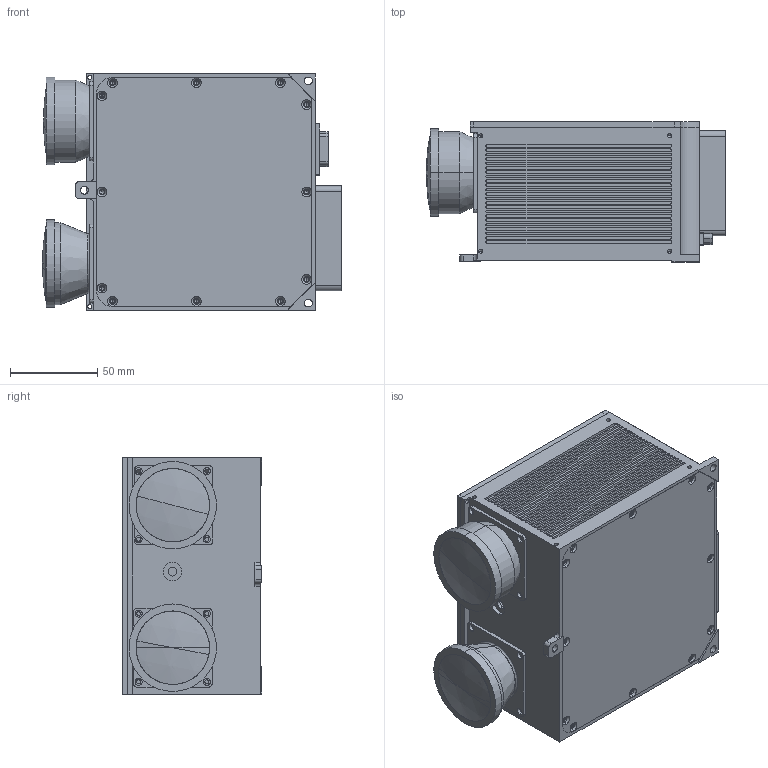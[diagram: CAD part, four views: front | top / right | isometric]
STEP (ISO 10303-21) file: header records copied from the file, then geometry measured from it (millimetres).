
FILE_DESCRIPTION (( 'STEP AP203' ), '1' );
FILE_NAME ('聆桽ん郪璃--2024-08-20.STEP', '2024-08-20T01:18:21', ( '' ), ( '' ), 'SwSTEP 2.0', 'SolidWorks 2021', '' );
FILE_SCHEMA (( 'CONFIG_CONTROL_DESIGN' ));
Length unit declared in the file: millimetre
Products named in the file (13): J30J-25ZKP; 5捷孺旰噩郪璃; 綴裔; 孺旰噩噩芛; 聆桽ん褲极奻裔; ?10芵噩殤; 5捷孺旰噩芠; 聆桽ん褲极G; 聆桽ん郪璃--2024-08-20; ?10芵噩殤-?0.5; ?10坶譫; 12V0.2A瑞圮60x60x25; 5捷孺旰噩
Assembly tree (14 placements, depth 3):
  聆桽ん郪璃--2024-08-20
    聆桽ん褲极G
    5捷孺旰噩芠
    5捷孺旰噩郪璃
      5捷孺旰噩
      ?10芵噩殤-?0.5
      ?10坶譫
      ?10芵噩殤
      孺旰噩噩芛  x2
    聆桽ん褲极奻裔
    12V0.2A瑞圮60x60x25
    J30J-25ZKP
    綴裔
    孺旰噩噩芛
Bounding box: 171.06 x 80 x 135 mm (x, y, z)
Volume: 386467.1 mm3; surface area: 298642.3 mm2
Topology: 39 solids, 39 shells, 1623 faces, 4407 edges, 2889 vertices
Faces by surface type: cylinder 830, plane 655, cone 121, torus 11, sphere 6
Entity records: 53647 total; most frequent: CARTESIAN_POINT 9940, DIRECTION 9129, ORIENTED_EDGE 8610, EDGE_CURVE 4305, AXIS2_PLACEMENT_3D 3323, VERTEX_POINT 2875, VECTOR 2483, LINE 2483
